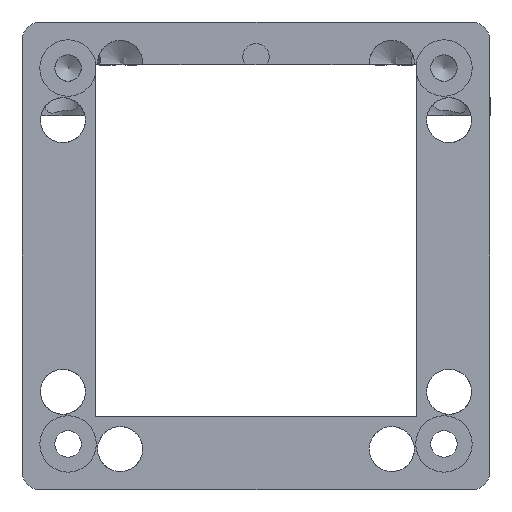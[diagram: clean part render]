
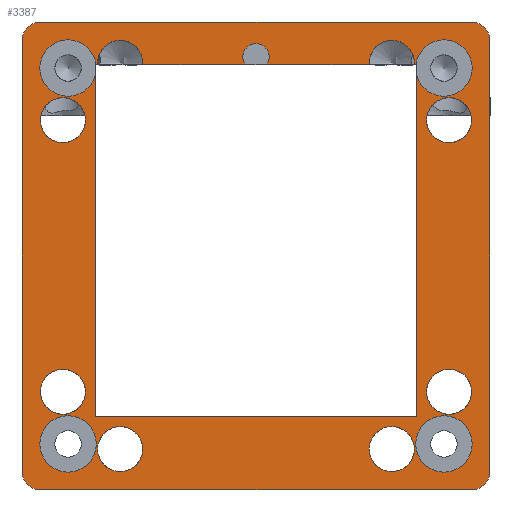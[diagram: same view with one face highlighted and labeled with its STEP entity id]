
A CAD part, front view. The second image highlights one B-rep face of the part: STEP entity #3387.
In plain terms, the highlighted planar face has unit normal (0, -1, 0).
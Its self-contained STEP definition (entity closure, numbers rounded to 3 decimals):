
#86=FACE_BOUND('',#638,.T.);
#87=FACE_BOUND('',#639,.T.);
#88=FACE_BOUND('',#640,.T.);
#89=FACE_BOUND('',#641,.T.);
#90=FACE_BOUND('',#642,.T.);
#91=FACE_BOUND('',#643,.T.);
#92=FACE_BOUND('',#644,.T.);
#93=FACE_BOUND('',#645,.T.);
#94=FACE_BOUND('',#646,.T.);
#125=PLANE('',#3717);
#448=FACE_OUTER_BOUND('',#637,.T.);
#637=EDGE_LOOP('',(#3053,#3054,#3055,#3056,#3057,#3058,#3059,#3060));
#638=EDGE_LOOP('',(#3061,#3062,#3063,#3064,#3065,#3066,#3067,#3068,#3069,
#3070,#3071,#3072));
#639=EDGE_LOOP('',(#3073));
#640=EDGE_LOOP('',(#3074));
#641=EDGE_LOOP('',(#3075));
#642=EDGE_LOOP('',(#3076));
#643=EDGE_LOOP('',(#3077));
#644=EDGE_LOOP('',(#3078));
#645=EDGE_LOOP('',(#3079));
#646=EDGE_LOOP('',(#3080));
#731=LINE('',#5547,#943);
#755=LINE('',#5638,#967);
#759=LINE('',#5646,#971);
#772=LINE('',#5723,#984);
#798=LINE('',#6536,#1010);
#808=LINE('',#6613,#1020);
#819=LINE('',#6634,#1031);
#856=LINE('',#7095,#1068);
#870=LINE('',#7194,#1082);
#880=LINE('',#7230,#1092);
#881=LINE('',#7232,#1093);
#943=VECTOR('',#3913,10.);
#967=VECTOR('',#3943,10.);
#971=VECTOR('',#3947,10.);
#984=VECTOR('',#4020,10.);
#1010=VECTOR('',#4148,10.);
#1020=VECTOR('',#4180,10.);
#1031=VECTOR('',#4193,10.);
#1068=VECTOR('',#4350,10.);
#1082=VECTOR('',#4462,10.);
#1092=VECTOR('',#4500,10.);
#1093=VECTOR('',#4503,10.);
#1179=CIRCLE('',#3530,2.4);
#1180=CIRCLE('',#3532,2.4);
#1209=CIRCLE('',#3592,2.4);
#1210=CIRCLE('',#3594,2.4);
#1235=CIRCLE('',#3637,2.4);
#1243=CIRCLE('',#3649,2.);
#1244=CIRCLE('',#3651,2.4);
#1269=CIRCLE('',#3683,3.);
#1272=CIRCLE('',#3688,3.);
#1276=CIRCLE('',#3696,3.);
#1279=CIRCLE('',#3702,3.);
#1281=CIRCLE('',#3707,2.4);
#1285=CIRCLE('',#3715,2.4);
#1287=CIRCLE('',#3718,2.);
#1288=CIRCLE('',#3719,2.);
#1289=CIRCLE('',#3720,2.);
#1290=CIRCLE('',#3721,1.4);
#1409=VERTEX_POINT('',#5544);
#1410=VERTEX_POINT('',#5546);
#1438=VERTEX_POINT('',#5635);
#1439=VERTEX_POINT('',#5637);
#1442=VERTEX_POINT('',#5643);
#1443=VERTEX_POINT('',#5645);
#1470=VERTEX_POINT('',#5703);
#1471=VERTEX_POINT('',#5707);
#1476=VERTEX_POINT('',#5720);
#1477=VERTEX_POINT('',#5722);
#1555=VERTEX_POINT('',#6533);
#1556=VERTEX_POINT('',#6535);
#1563=VERTEX_POINT('',#6600);
#1564=VERTEX_POINT('',#6604);
#1565=VERTEX_POINT('',#6610);
#1566=VERTEX_POINT('',#6612);
#1574=VERTEX_POINT('',#6631);
#1575=VERTEX_POINT('',#6633);
#1618=VERTEX_POINT('',#7077);
#1621=VERTEX_POINT('',#7093);
#1647=VERTEX_POINT('',#7157);
#1652=VERTEX_POINT('',#7174);
#1655=VERTEX_POINT('',#7185);
#1657=VERTEX_POINT('',#7193);
#1661=VERTEX_POINT('',#7203);
#1666=VERTEX_POINT('',#7220);
#1668=VERTEX_POINT('',#7227);
#1669=VERTEX_POINT('',#7229);
#1801=EDGE_CURVE('',#1409,#1410,#731,.T.);
#1832=EDGE_CURVE('',#1438,#1439,#755,.T.);
#1836=EDGE_CURVE('',#1442,#1443,#759,.T.);
#1866=EDGE_CURVE('',#1470,#1470,#1179,.T.);
#1868=EDGE_CURVE('',#1471,#1471,#1180,.T.);
#1876=EDGE_CURVE('',#1476,#1477,#772,.T.);
#1987=EDGE_CURVE('',#1555,#1556,#798,.T.);
#2000=EDGE_CURVE('',#1563,#1563,#1209,.T.);
#2002=EDGE_CURVE('',#1564,#1564,#1210,.T.);
#2007=EDGE_CURVE('',#1565,#1566,#808,.T.);
#2018=EDGE_CURVE('',#1574,#1575,#819,.T.);
#2077=EDGE_CURVE('',#1438,#1556,#1235,.T.);
#2095=EDGE_CURVE('',#1618,#1565,#1243,.T.);
#2096=EDGE_CURVE('',#1409,#1443,#1244,.T.);
#2104=EDGE_CURVE('',#1621,#1618,#856,.T.);
#2132=EDGE_CURVE('',#1555,#1575,#1269,.T.);
#2135=EDGE_CURVE('',#1647,#1647,#1272,.T.);
#2143=EDGE_CURVE('',#1652,#1410,#1276,.T.);
#2148=EDGE_CURVE('',#1655,#1655,#1279,.T.);
#2152=EDGE_CURVE('',#1652,#1657,#870,.T.);
#2157=EDGE_CURVE('',#1661,#1661,#1281,.T.);
#2165=EDGE_CURVE('',#1666,#1666,#1285,.T.);
#2168=EDGE_CURVE('',#1477,#1621,#1287,.T.);
#2169=EDGE_CURVE('',#1668,#1476,#1288,.T.);
#2170=EDGE_CURVE('',#1669,#1668,#880,.T.);
#2171=EDGE_CURVE('',#1566,#1669,#1289,.T.);
#2172=EDGE_CURVE('',#1657,#1574,#881,.T.);
#2173=EDGE_CURVE('',#1442,#1439,#1290,.T.);
#3053=ORIENTED_EDGE('',*,*,#2168,.F.);
#3054=ORIENTED_EDGE('',*,*,#1876,.F.);
#3055=ORIENTED_EDGE('',*,*,#2169,.F.);
#3056=ORIENTED_EDGE('',*,*,#2170,.F.);
#3057=ORIENTED_EDGE('',*,*,#2171,.F.);
#3058=ORIENTED_EDGE('',*,*,#2007,.F.);
#3059=ORIENTED_EDGE('',*,*,#2095,.F.);
#3060=ORIENTED_EDGE('',*,*,#2104,.F.);
#3061=ORIENTED_EDGE('',*,*,#2132,.T.);
#3062=ORIENTED_EDGE('',*,*,#2018,.F.);
#3063=ORIENTED_EDGE('',*,*,#2172,.F.);
#3064=ORIENTED_EDGE('',*,*,#2152,.F.);
#3065=ORIENTED_EDGE('',*,*,#2143,.T.);
#3066=ORIENTED_EDGE('',*,*,#1801,.F.);
#3067=ORIENTED_EDGE('',*,*,#2096,.T.);
#3068=ORIENTED_EDGE('',*,*,#1836,.F.);
#3069=ORIENTED_EDGE('',*,*,#2173,.T.);
#3070=ORIENTED_EDGE('',*,*,#1832,.F.);
#3071=ORIENTED_EDGE('',*,*,#2077,.T.);
#3072=ORIENTED_EDGE('',*,*,#1987,.F.);
#3073=ORIENTED_EDGE('',*,*,#2135,.T.);
#3074=ORIENTED_EDGE('',*,*,#2148,.T.);
#3075=ORIENTED_EDGE('',*,*,#2165,.T.);
#3076=ORIENTED_EDGE('',*,*,#2000,.T.);
#3077=ORIENTED_EDGE('',*,*,#1868,.T.);
#3078=ORIENTED_EDGE('',*,*,#1866,.T.);
#3079=ORIENTED_EDGE('',*,*,#2002,.T.);
#3080=ORIENTED_EDGE('',*,*,#2157,.T.);
#3387=ADVANCED_FACE('',(#448,#86,#87,#88,#89,#90,#91,#92,#93,#94),#125,
 .F.);
#3530=AXIS2_PLACEMENT_3D('',#5704,#4004,#4005);
#3532=AXIS2_PLACEMENT_3D('',#5708,#4009,#4010);
#3592=AXIS2_PLACEMENT_3D('',#6601,#4167,#4168);
#3594=AXIS2_PLACEMENT_3D('',#6605,#4172,#4173);
#3637=AXIS2_PLACEMENT_3D('',#7047,#4296,#4297);
#3649=AXIS2_PLACEMENT_3D('',#7079,#4329,#4330);
#3651=AXIS2_PLACEMENT_3D('',#7081,#4333,#4334);
#3683=AXIS2_PLACEMENT_3D('',#7150,#4408,#4409);
#3688=AXIS2_PLACEMENT_3D('',#7158,#4418,#4419);
#3696=AXIS2_PLACEMENT_3D('',#7175,#4438,#4439);
#3702=AXIS2_PLACEMENT_3D('',#7186,#4452,#4453);
#3707=AXIS2_PLACEMENT_3D('',#7204,#4469,#4470);
#3715=AXIS2_PLACEMENT_3D('',#7221,#4489,#4490);
#3717=AXIS2_PLACEMENT_3D('',#7225,#4494,#4495);
#3718=AXIS2_PLACEMENT_3D('',#7226,#4496,#4497);
#3719=AXIS2_PLACEMENT_3D('',#7228,#4498,#4499);
#3720=AXIS2_PLACEMENT_3D('',#7231,#4501,#4502);
#3721=AXIS2_PLACEMENT_3D('',#7233,#4504,#4505);
#3913=DIRECTION('',(-1.,0.,0.));
#3943=DIRECTION('',(-1.,0.,0.));
#3947=DIRECTION('',(-1.,0.,0.));
#4004=DIRECTION('center_axis',(0.,1.,0.));
#4005=DIRECTION('ref_axis',(1.,0.,0.));
#4009=DIRECTION('center_axis',(0.,1.,0.));
#4010=DIRECTION('ref_axis',(1.,0.,0.));
#4020=DIRECTION('',(0.,0.,1.));
#4148=DIRECTION('',(-1.,0.,0.));
#4167=DIRECTION('center_axis',(0.,1.,0.));
#4168=DIRECTION('ref_axis',(1.,0.,0.));
#4172=DIRECTION('center_axis',(0.,1.,0.));
#4173=DIRECTION('ref_axis',(1.,0.,0.));
#4180=DIRECTION('',(0.,0.,-1.));
#4193=DIRECTION('',(0.,0.,1.));
#4296=DIRECTION('center_axis',(0.,1.,0.));
#4297=DIRECTION('ref_axis',(1.,0.,0.));
#4329=DIRECTION('center_axis',(0.,1.,0.));
#4330=DIRECTION('ref_axis',(0.707,0.,0.707));
#4333=DIRECTION('center_axis',(0.,1.,0.));
#4334=DIRECTION('ref_axis',(1.,0.,0.));
#4350=DIRECTION('',(1.,0.,0.));
#4408=DIRECTION('center_axis',(0.,1.,0.));
#4409=DIRECTION('ref_axis',(1.,0.,0.));
#4418=DIRECTION('center_axis',(0.,1.,0.));
#4419=DIRECTION('ref_axis',(1.,0.,0.));
#4438=DIRECTION('center_axis',(0.,1.,0.));
#4439=DIRECTION('ref_axis',(1.,0.,0.));
#4452=DIRECTION('center_axis',(0.,1.,0.));
#4453=DIRECTION('ref_axis',(1.,0.,0.));
#4462=DIRECTION('',(0.,0.,-1.));
#4469=DIRECTION('center_axis',(0.,1.,0.));
#4470=DIRECTION('ref_axis',(1.,0.,0.));
#4489=DIRECTION('center_axis',(0.,1.,0.));
#4490=DIRECTION('ref_axis',(1.,0.,0.));
#4494=DIRECTION('center_axis',(0.,1.,0.));
#4495=DIRECTION('ref_axis',(0.,0.,1.));
#4496=DIRECTION('center_axis',(0.,1.,0.));
#4497=DIRECTION('ref_axis',(-0.707,0.,0.707));
#4498=DIRECTION('center_axis',(0.,1.,0.));
#4499=DIRECTION('ref_axis',(-0.707,0.,-0.707));
#4500=DIRECTION('',(-1.,0.,0.));
#4501=DIRECTION('center_axis',(0.,1.,0.));
#4502=DIRECTION('ref_axis',(0.707,0.,-0.707));
#4503=DIRECTION('',(1.,0.,0.));
#4504=DIRECTION('center_axis',(0.,1.,0.));
#4505=DIRECTION('ref_axis',(1.,0.,0.));
#5544=CARTESIAN_POINT('',(-41.742,0.,-4.55));
#5546=CARTESIAN_POINT('',(-41.92,0.,-4.55));
#5547=CARTESIAN_POINT('',(-7.8,0.,-4.55));
#5635=CARTESIAN_POINT('',(-12.842,0.,-4.55));
#5637=CARTESIAN_POINT('',(-23.788,0.,-4.55));
#5638=CARTESIAN_POINT('',(-7.8,0.,-4.55));
#5643=CARTESIAN_POINT('',(-26.012,0.,-4.55));
#5645=CARTESIAN_POINT('',(-36.958,0.,-4.55));
#5646=CARTESIAN_POINT('',(-7.8,0.,-4.55));
#5703=CARTESIAN_POINT('',(-47.85,0.,-39.35));
#5704=CARTESIAN_POINT('Origin',(-45.45,0.,-39.35));
#5707=CARTESIAN_POINT('',(-47.85,0.,-10.45));
#5708=CARTESIAN_POINT('Origin',(-45.45,0.,-10.45));
#5720=CARTESIAN_POINT('',(-49.8,0.,-47.8));
#5722=CARTESIAN_POINT('',(-49.8,0.,-2.));
#5723=CARTESIAN_POINT('',(-49.8,0.,-49.8));
#6533=CARTESIAN_POINT('',(-7.88,0.,-4.55));
#6535=CARTESIAN_POINT('',(-8.058,0.,-4.55));
#6536=CARTESIAN_POINT('',(-7.8,0.,-4.55));
#6600=CARTESIAN_POINT('',(-6.75,0.,-39.35));
#6601=CARTESIAN_POINT('Origin',(-4.35,0.,-39.35));
#6604=CARTESIAN_POINT('',(-6.75,0.,-10.45));
#6605=CARTESIAN_POINT('Origin',(-4.35,0.,-10.45));
#6610=CARTESIAN_POINT('',(0.,0.,-2.));
#6612=CARTESIAN_POINT('',(0.,0.,-47.8));
#6613=CARTESIAN_POINT('',(0.,0.,0.));
#6631=CARTESIAN_POINT('',(-7.8,0.,-42.));
#6633=CARTESIAN_POINT('',(-7.8,0.,-5.668));
#6634=CARTESIAN_POINT('',(-7.8,0.,-42.));
#7047=CARTESIAN_POINT('Origin',(-10.45,0.,-4.35));
#7077=CARTESIAN_POINT('',(-2.,0.,0.));
#7079=CARTESIAN_POINT('Origin',(-2.,0.,-2.));
#7081=CARTESIAN_POINT('Origin',(-39.35,0.,-4.35));
#7093=CARTESIAN_POINT('',(-47.8,0.,0.));
#7095=CARTESIAN_POINT('',(-49.8,0.,0.));
#7150=CARTESIAN_POINT('Origin',(-4.9,0.,-4.9));
#7157=CARTESIAN_POINT('',(-47.9,0.,-44.9));
#7158=CARTESIAN_POINT('Origin',(-44.9,0.,-44.9));
#7174=CARTESIAN_POINT('',(-42.,0.,-5.668));
#7175=CARTESIAN_POINT('Origin',(-44.9,0.,-4.9));
#7185=CARTESIAN_POINT('',(-7.9,0.,-44.9));
#7186=CARTESIAN_POINT('Origin',(-4.9,0.,-44.9));
#7193=CARTESIAN_POINT('',(-42.,0.,-42.));
#7194=CARTESIAN_POINT('',(-42.,0.,-4.55));
#7203=CARTESIAN_POINT('',(-12.85,0.,-45.45));
#7204=CARTESIAN_POINT('Origin',(-10.45,0.,-45.45));
#7220=CARTESIAN_POINT('',(-41.75,0.,-45.45));
#7221=CARTESIAN_POINT('Origin',(-39.35,0.,-45.45));
#7225=CARTESIAN_POINT('Origin',(-24.9,0.,-24.9));
#7226=CARTESIAN_POINT('Origin',(-47.8,0.,-2.));
#7227=CARTESIAN_POINT('',(-47.8,0.,-49.8));
#7228=CARTESIAN_POINT('Origin',(-47.8,0.,-47.8));
#7229=CARTESIAN_POINT('',(-2.,0.,-49.8));
#7230=CARTESIAN_POINT('',(0.,0.,-49.8));
#7231=CARTESIAN_POINT('Origin',(-2.,0.,-47.8));
#7232=CARTESIAN_POINT('',(-42.,0.,-42.));
#7233=CARTESIAN_POINT('Origin',(-24.9,0.,-3.7));
